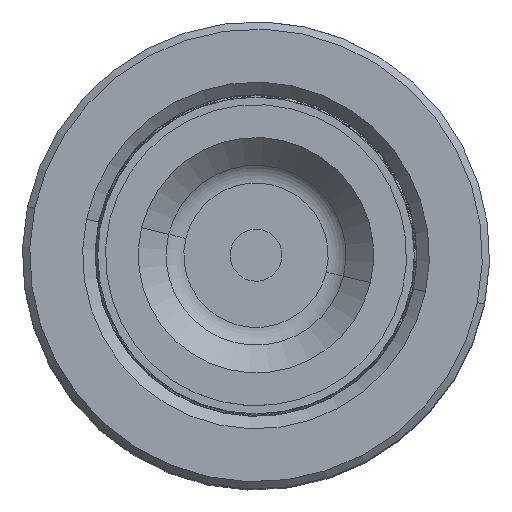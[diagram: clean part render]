
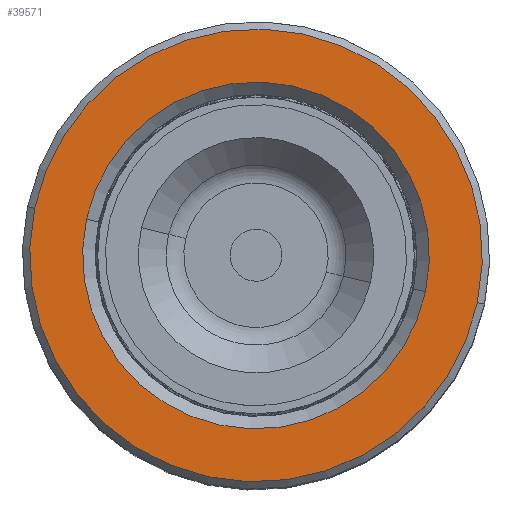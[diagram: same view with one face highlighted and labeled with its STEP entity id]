
A CAD part, top view. The second image highlights one B-rep face of the part: STEP entity #39571.
In plain terms, the highlighted planar face has unit normal (0, 0, 1).
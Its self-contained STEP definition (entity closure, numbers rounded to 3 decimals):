
#1294 = CARTESIAN_POINT ( 'NONE',  ( -16.7, 0., 60. ) ) ;
#1316 = DIRECTION ( 'NONE',  ( 1., 0., 0. ) ) ;
#4724 = CARTESIAN_POINT ( 'NONE',  ( 0., 0., 60. ) ) ;
#5643 = DIRECTION ( 'NONE',  ( 0., 0., -1. ) ) ;
#5850 = EDGE_LOOP ( 'NONE', ( #48399, #22871 ) ) ;
#9580 = DIRECTION ( 'NONE',  ( 1., 0., 0. ) ) ;
#10669 = VERTEX_POINT ( 'NONE', #32792 ) ;
#11258 = DIRECTION ( 'NONE',  ( 0., 0., 1. ) ) ;
#11394 = EDGE_CURVE ( 'NONE', #40451, #45933, #39290, .T. ) ;
#13213 = EDGE_CURVE ( 'NONE', #45933, #40451, #22468, .T. ) ;
#13985 = VERTEX_POINT ( 'NONE', #52440 ) ;
#15063 = AXIS2_PLACEMENT_3D ( 'NONE', #38284, #5643, #1316 ) ;
#17027 = CARTESIAN_POINT ( 'NONE',  ( 0., 0., 60. ) ) ;
#17117 = DIRECTION ( 'NONE',  ( 0., 0., 1. ) ) ;
#18927 = ORIENTED_EDGE ( 'NONE', *, *, #11394, .T. ) ;
#19312 = AXIS2_PLACEMENT_3D ( 'NONE', #46874, #42944, #9580 ) ;
#20235 = DIRECTION ( 'NONE',  ( 1., 0., 0. ) ) ;
#20405 = AXIS2_PLACEMENT_3D ( 'NONE', #17027, #25061, #45699 ) ;
#21218 = DIRECTION ( 'NONE',  ( 1., 0., 0. ) ) ;
#22468 = CIRCLE ( 'NONE', #20405, 16.7 ) ;
#22871 = ORIENTED_EDGE ( 'NONE', *, *, #43997, .T. ) ;
#25061 = DIRECTION ( 'NONE',  ( 0., 0., -1. ) ) ;
#27150 = CIRCLE ( 'NONE', #39508, 21.8 ) ;
#27532 = CARTESIAN_POINT ( 'NONE',  ( 16.7, 0., 60. ) ) ;
#27911 = EDGE_LOOP ( 'NONE', ( #18927, #41749 ) ) ;
#29278 = EDGE_CURVE ( 'NONE', #13985, #10669, #30851, .T. ) ;
#30851 = CIRCLE ( 'NONE', #19312, 21.8 ) ;
#30857 = AXIS2_PLACEMENT_3D ( 'NONE', #4724, #17117, #21218 ) ;
#32792 = CARTESIAN_POINT ( 'NONE',  ( 21.8, 0., 60. ) ) ;
#38284 = CARTESIAN_POINT ( 'NONE',  ( 0., 0., 60. ) ) ;
#39290 = CIRCLE ( 'NONE', #15063, 16.7 ) ;
#39508 = AXIS2_PLACEMENT_3D ( 'NONE', #44443, #11258, #20235 ) ;
#39571 = ADVANCED_FACE ( 'NONE', ( #42045, #42715 ), #46313, .T. ) ;
#40451 = VERTEX_POINT ( 'NONE', #27532 ) ;
#41749 = ORIENTED_EDGE ( 'NONE', *, *, #13213, .T. ) ;
#42045 = FACE_OUTER_BOUND ( 'NONE', #5850, .T. ) ;
#42715 = FACE_BOUND ( 'NONE', #27911, .T. ) ;
#42944 = DIRECTION ( 'NONE',  ( 0., 0., 1. ) ) ;
#43997 = EDGE_CURVE ( 'NONE', #10669, #13985, #27150, .T. ) ;
#44443 = CARTESIAN_POINT ( 'NONE',  ( 0., 0., 60. ) ) ;
#45699 = DIRECTION ( 'NONE',  ( 1., 0., 0. ) ) ;
#45933 = VERTEX_POINT ( 'NONE', #1294 ) ;
#46313 = PLANE ( 'NONE',  #30857 ) ;
#46874 = CARTESIAN_POINT ( 'NONE',  ( 0., 0., 60. ) ) ;
#48399 = ORIENTED_EDGE ( 'NONE', *, *, #29278, .T. ) ;
#52440 = CARTESIAN_POINT ( 'NONE',  ( -21.8, 0., 60. ) ) ;
